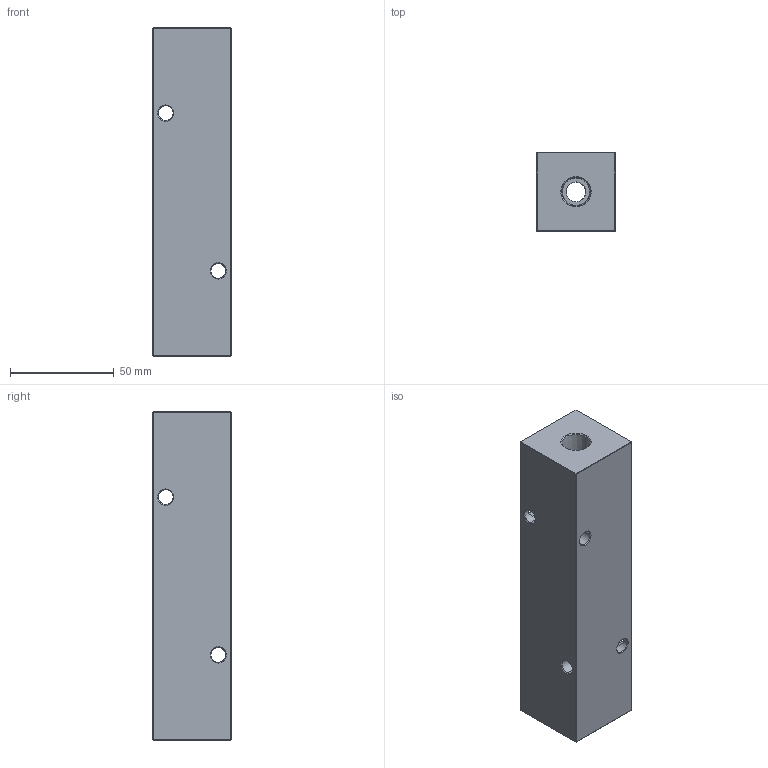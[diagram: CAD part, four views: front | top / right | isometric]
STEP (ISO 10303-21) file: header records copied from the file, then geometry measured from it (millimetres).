
FILE_DESCRIPTION (( 'STEP AP214' ), '1' );
FILE_NAME ('HM-4-0-P-4-2.STEP', '2019-07-16T00:22:41', ( '' ), ( '' ), 'SwSTEP 2.0', 'SolidWorks 2018', '' );
FILE_SCHEMA (( 'AUTOMOTIVE_DESIGN' ));
Length unit declared in the file: inch
Products named in the file (1): HM-4-0-P-4-2
Bounding box: 38.1 x 38.1 x 158.75 mm (x, y, z)
Volume: 208089.3 mm3; surface area: 35752.1 mm2
Topology: 1 solids, 1 shells, 478 faces, 1238 edges, 804 vertices
Faces by surface type: plane 255, bspline 165, cone 32, cylinder 26
Entity records: 28614 total; most frequent: CARTESIAN_POINT 12054, ORIENTED_EDGE 2476, DIRECTION 1584, EDGE_CURVE 1238, VECTOR 812, LINE 812, VERTEX_POINT 804, EDGE_LOOP 542
